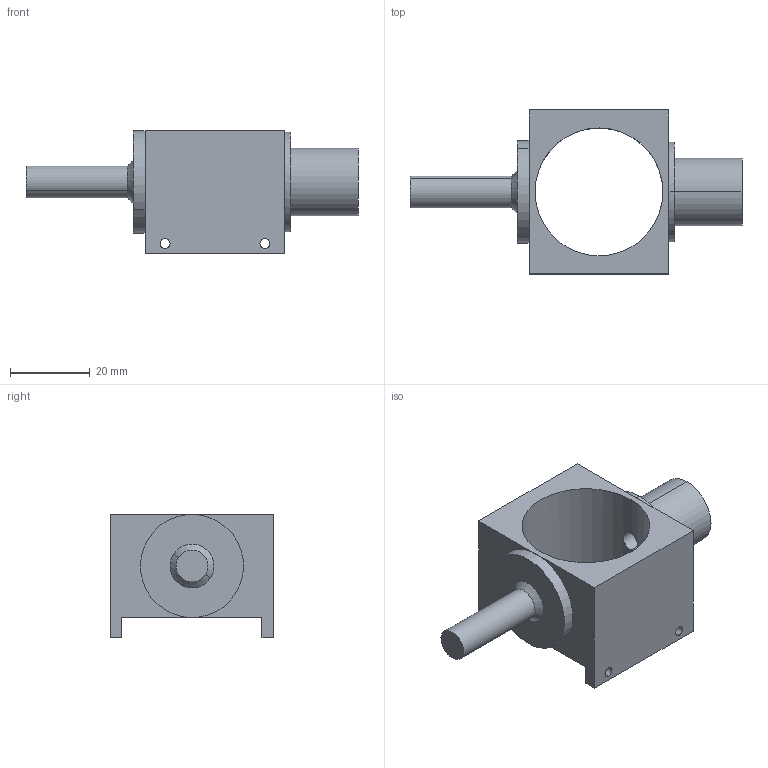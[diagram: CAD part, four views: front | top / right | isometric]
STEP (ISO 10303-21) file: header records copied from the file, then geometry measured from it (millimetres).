
FILE_DESCRIPTION (( 'STEP AP203' ), '1' );
FILE_NAME ('J6 housing single piece.STEP', '2017-08-03T01:07:41', ( '' ), ( '' ), 'SwSTEP 2.0', 'SolidWorks 2016', '' );
FILE_SCHEMA (( 'CONFIG_CONTROL_DESIGN' ));
Length unit declared in the file: inch
Products named in the file (1): J6 housing single piece
Bounding box: 83.08 x 41 x 30.8 mm (x, y, z)
Volume: 24279.2 mm3; surface area: 11892.8 mm2
Topology: 2 solids, 2 shells, 41 faces, 107 edges, 70 vertices
Faces by surface type: cylinder 24, plane 15, cone 2
Entity records: 1509 total; most frequent: CARTESIAN_POINT 355, DIRECTION 232, ORIENTED_EDGE 214, EDGE_CURVE 107, AXIS2_PLACEMENT_3D 89, VERTEX_POINT 70, EDGE_LOOP 57, VECTOR 54
